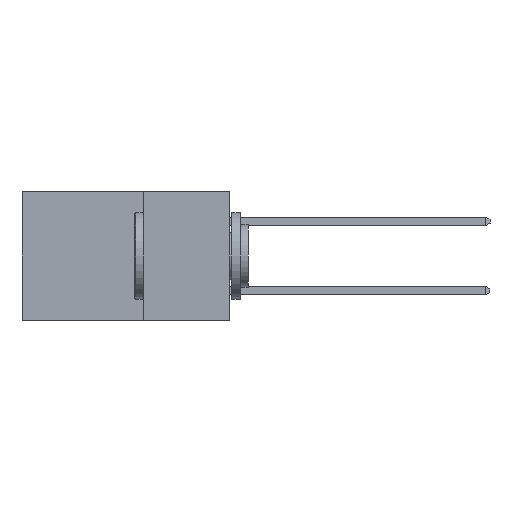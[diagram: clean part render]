
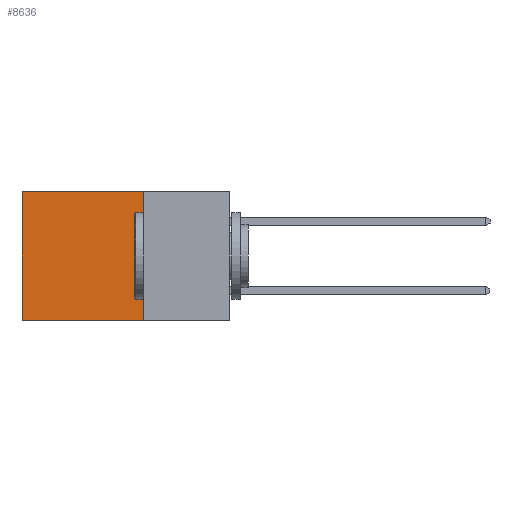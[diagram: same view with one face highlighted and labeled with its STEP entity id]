
A CAD part, left-side view. The second image highlights one B-rep face of the part: STEP entity #8636.
In plain terms, the highlighted planar face has unit normal (-1, 0, 0).
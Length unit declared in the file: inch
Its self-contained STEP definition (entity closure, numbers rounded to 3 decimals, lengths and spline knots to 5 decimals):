
#726 = CARTESIAN_POINT ( 'NONE',  ( 0.298, 0.25, 0. ) ) ;
#1135 = ORIENTED_EDGE ( 'NONE', *, *, #16984, .T. ) ;
#1950 = VECTOR ( 'NONE', #13266, 39.37008 ) ;
#2831 = CARTESIAN_POINT ( 'NONE',  ( 0.298, 0.25, -0.37 ) ) ;
#2897 = EDGE_CURVE ( 'NONE', #3128, #7000, #9763, .T. ) ;
#3128 = VERTEX_POINT ( 'NONE', #18555 ) ;
#3137 = CARTESIAN_POINT ( 'NONE',  ( 0.298, 0.6, -0.37 ) ) ;
#3667 = DIRECTION ( 'NONE',  ( 1., 0., 0. ) ) ;
#3945 = VECTOR ( 'NONE', #6820, 39.37008 ) ;
#4341 = EDGE_CURVE ( 'NONE', #12392, #7000, #15685, .T. ) ;
#6050 = EDGE_LOOP ( 'NONE', ( #17494, #7130, #17812, #1135 ) ) ;
#6623 = DIRECTION ( 'NONE',  ( 0., 0., -1. ) ) ;
#6820 = DIRECTION ( 'NONE',  ( 0., 0., -1. ) ) ;
#7000 = VERTEX_POINT ( 'NONE', #3137 ) ;
#7130 = ORIENTED_EDGE ( 'NONE', *, *, #2897, .F. ) ;
#8079 = FACE_OUTER_BOUND ( 'NONE', #6050, .T. ) ;
#8636 = ADVANCED_FACE ( 'NONE', ( #8079 ), #15375, .F. ) ;
#9517 = CARTESIAN_POINT ( 'NONE',  ( 0.298, 0.25, 0. ) ) ;
#9763 = LINE ( 'NONE', #2831, #1950 ) ;
#10786 = VECTOR ( 'NONE', #13770, 39.37008 ) ;
#12392 = VERTEX_POINT ( 'NONE', #14868 ) ;
#12697 = VECTOR ( 'NONE', #6623, 39.37008 ) ;
#13266 = DIRECTION ( 'NONE',  ( 0., 1., 0. ) ) ;
#13355 = CARTESIAN_POINT ( 'NONE',  ( 0.298, 0.6, 0. ) ) ;
#13770 = DIRECTION ( 'NONE',  ( 0., 1., 0. ) ) ;
#13939 = DIRECTION ( 'NONE',  ( 0., 0., -1. ) ) ;
#14681 = LINE ( 'NONE', #15249, #10786 ) ;
#14868 = CARTESIAN_POINT ( 'NONE',  ( 0.298, 0.6, 0. ) ) ;
#15249 = CARTESIAN_POINT ( 'NONE',  ( 0.298, 0.25, 0. ) ) ;
#15375 = PLANE ( 'NONE',  #18638 ) ;
#15685 = LINE ( 'NONE', #13355, #3945 ) ;
#16452 = VERTEX_POINT ( 'NONE', #17131 ) ;
#16984 = EDGE_CURVE ( 'NONE', #16452, #12392, #14681, .T. ) ;
#17083 = LINE ( 'NONE', #726, #12697 ) ;
#17131 = CARTESIAN_POINT ( 'NONE',  ( 0.298, 0.25, 0. ) ) ;
#17494 = ORIENTED_EDGE ( 'NONE', *, *, #4341, .T. ) ;
#17812 = ORIENTED_EDGE ( 'NONE', *, *, #18343, .F. ) ;
#18343 = EDGE_CURVE ( 'NONE', #16452, #3128, #17083, .T. ) ;
#18555 = CARTESIAN_POINT ( 'NONE',  ( 0.298, 0.25, -0.37 ) ) ;
#18638 = AXIS2_PLACEMENT_3D ( 'NONE', #9517, #3667, #13939 ) ;
